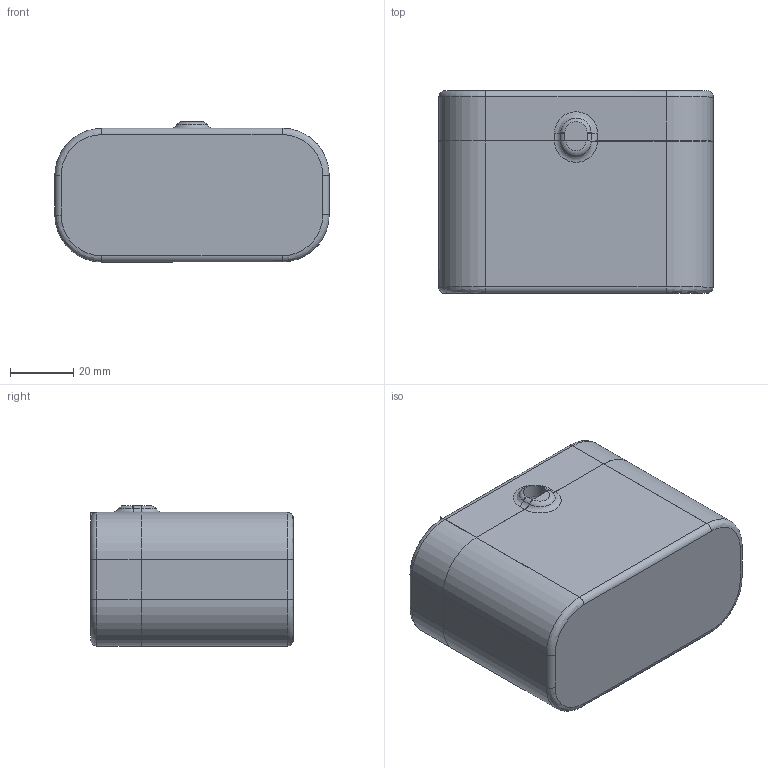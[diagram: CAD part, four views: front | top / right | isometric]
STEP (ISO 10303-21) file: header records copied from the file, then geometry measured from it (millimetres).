
FILE_DESCRIPTION(/* description */ ('','CAx-IF Rec.Pracs.---Representation and Presentation of Product Manufacturing Information (PMI)---4.0---2014-10-13'),/* implementation_level */ '2;1');
FILE_NAME(/* name */ 'pcb enclosure v3.step',/* time_stamp */ '2025-01-31T12:02:40-05:00',/* author */ (''),/* organization */ (''),/* preprocessor_version */ 'ST-DEVELOPER v20',/* originating_system */ 'Autodesk Translation Framework v13.20.0.188',/* authorisation */ '');
FILE_SCHEMA (('AP242_MANAGED_MODEL_BASED_3D_ENGINEERING_MIM_LF { 1 0 10303 442 1 1 4 }'));
Length unit declared in the file: millimetre
Products named in the file (3): pcb enclosure; Case Bottom; Case Top
Assembly tree (2 placements, depth 2):
  pcb enclosure
    Case Bottom
    Case Top
Bounding box: 87.06 x 64.33 x 44.45 mm (x, y, z)
Volume: 59376.5 mm3; surface area: 49385.5 mm2
Topology: 2 solids, 2 shells, 296 faces, 796 edges, 505 vertices
Faces by surface type: plane 204, cylinder 72, bspline 12, torus 6, cone 2
Full cylindrical faces by diameter (mm): 5 x4, 8.2 x2
Entity records: 10178 total; most frequent: CARTESIAN_POINT 2644, ORIENTED_EDGE 1592, DIRECTION 1491, EDGE_CURVE 796, LINE 637, VECTOR 637, VERTEX_POINT 505, AXIS2_PLACEMENT_3D 427
